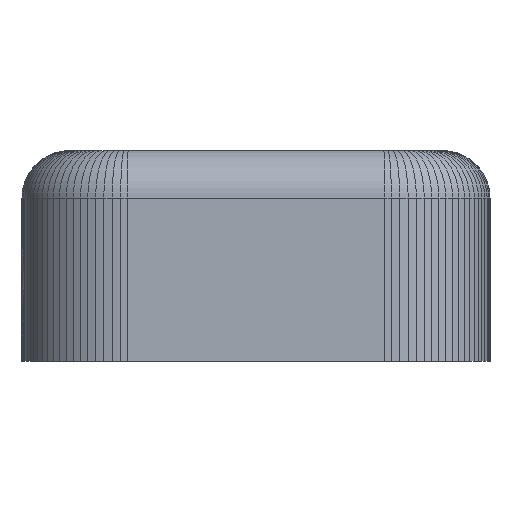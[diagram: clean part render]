
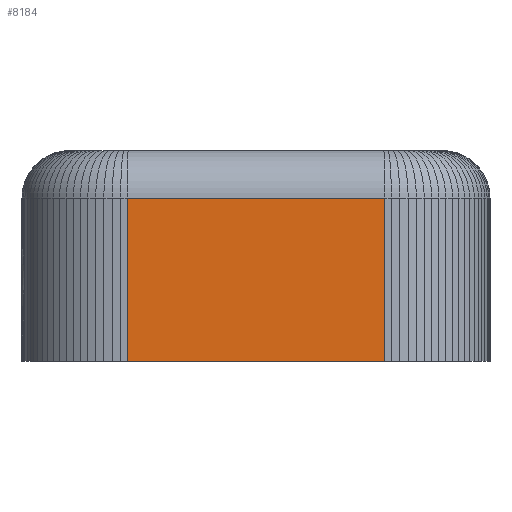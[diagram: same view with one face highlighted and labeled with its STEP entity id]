
A CAD part, left-side view. The second image highlights one B-rep face of the part: STEP entity #8184.
In plain terms, the highlighted planar face has unit normal (-1, 0, 0).
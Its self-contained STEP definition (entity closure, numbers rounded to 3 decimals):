
#341=PLANE('',#8791);
#746=FACE_OUTER_BOUND('',#1217,.T.);
#1217=EDGE_LOOP('',(#6795,#6796,#6797,#6798));
#1489=LINE('',#11490,#2473);
#1988=LINE('',#12894,#2972);
#2127=LINE('',#13334,#3111);
#2128=LINE('',#13336,#3112);
#2473=VECTOR('',#9151,10.);
#2972=VECTOR('',#10030,10.);
#3111=VECTOR('',#10539,10.);
#3112=VECTOR('',#10542,10.);
#3520=VERTEX_POINT('',#11487);
#3521=VERTEX_POINT('',#11489);
#3936=VERTEX_POINT('',#12891);
#3937=VERTEX_POINT('',#12893);
#4274=EDGE_CURVE('',#3521,#3520,#1489,.T.);
#4830=EDGE_CURVE('',#3936,#3937,#1988,.T.);
#5052=EDGE_CURVE('',#3520,#3937,#2127,.T.);
#5053=EDGE_CURVE('',#3521,#3936,#2128,.T.);
#6795=ORIENTED_EDGE('',*,*,#4274,.T.);
#6796=ORIENTED_EDGE('',*,*,#5052,.T.);
#6797=ORIENTED_EDGE('',*,*,#4830,.F.);
#6798=ORIENTED_EDGE('',*,*,#5053,.F.);
#8184=ADVANCED_FACE('',(#746),#341,.T.);
#8791=AXIS2_PLACEMENT_3D('',#13335,#10540,#10541);
#9151=DIRECTION('',(0.,-1.,0.));
#10030=DIRECTION('',(0.,-1.,0.));
#10539=DIRECTION('',(0.,0.,1.));
#10540=DIRECTION('center_axis',(-1.,0.,0.));
#10541=DIRECTION('ref_axis',(0.,-1.,0.));
#10542=DIRECTION('',(0.,0.,1.));
#11487=CARTESIAN_POINT('',(-10.405,3.044,-18.84));
#11489=CARTESIAN_POINT('',(-10.405,35.573,-18.84));
#11490=CARTESIAN_POINT('',(-10.405,27.44,-18.84));
#12891=CARTESIAN_POINT('',(-10.405,35.573,1.8));
#12893=CARTESIAN_POINT('',(-10.405,3.044,1.8));
#12894=CARTESIAN_POINT('',(-10.405,27.44,1.8));
#13334=CARTESIAN_POINT('',(-10.405,3.044,0.));
#13335=CARTESIAN_POINT('Origin',(-10.405,35.573,0.));
#13336=CARTESIAN_POINT('',(-10.405,35.573,0.));
